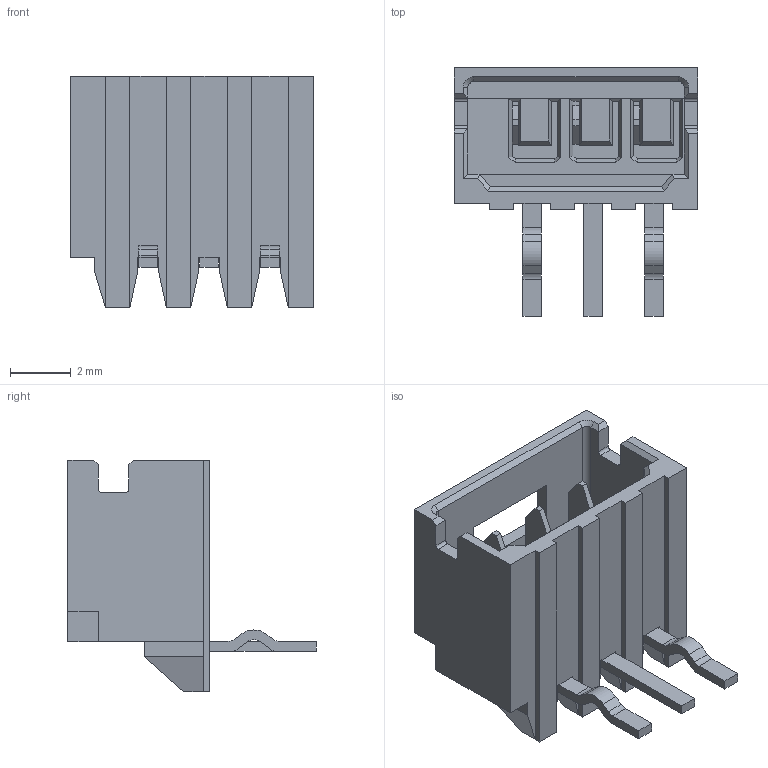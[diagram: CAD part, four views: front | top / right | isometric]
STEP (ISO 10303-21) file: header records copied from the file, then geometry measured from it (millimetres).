
FILE_DESCRIPTION((''),'2;1');
FILE_NAME('530150310','2016-09-27T',('rlalsangi'),(''),'PRO/ENGINEER BY PARAMETRIC TECHNOLOGY CORPORATION, 2012310','PRO/ENGINEER BY PARAMETRIC TECHNOLOGY CORPORATION, 2012310','');
FILE_SCHEMA(('CONFIG_CONTROL_DESIGN'));
Length unit declared in the file: millimetre
Products named in the file (1): 530150310
Bounding box: 8 x 8.15 x 7.6 mm (x, y, z)
Volume: 121.8 mm3; surface area: 413.8 mm2
Topology: 4 solids, 4 shells, 227 faces, 594 edges, 375 vertices
Faces by surface type: plane 205, cylinder 20, cone 2
Entity records: 6802 total; most frequent: CARTESIAN_POINT 1184, ORIENTED_EDGE 1162, DIRECTION 1098, EDGE_CURVE 581, VECTOR 546, LINE 546, VERTEX_POINT 362, AXIS2_PLACEMENT_3D 276
